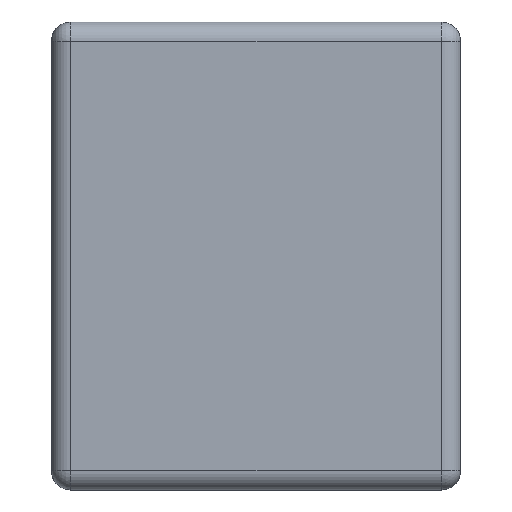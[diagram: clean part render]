
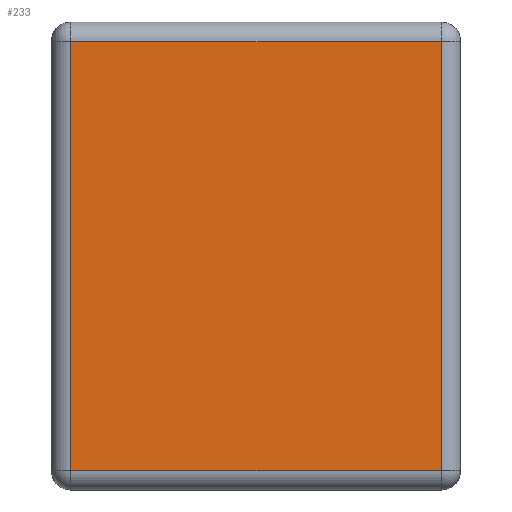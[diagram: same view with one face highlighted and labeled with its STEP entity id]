
A CAD part, left-side view. The second image highlights one B-rep face of the part: STEP entity #233.
In plain terms, the highlighted planar face has unit normal (-1, 0, 0).
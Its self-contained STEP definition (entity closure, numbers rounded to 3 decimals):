
#216 = EDGE_CURVE ( 'NONE', #293, #217, #954, .T. ) ;
#217 = VERTEX_POINT ( 'NONE', #950 ) ;
#218 = ORIENTED_EDGE ( 'NONE', *, *, #219, .T. ) ;
#219 = EDGE_CURVE ( 'NONE', #217, #289, #948, .T. ) ;
#233 = ADVANCED_FACE ( 'NONE', ( #1002 ), #1042, .F. ) ;
#234 = EDGE_LOOP ( 'NONE', ( #287, #291, #294, #218 ) ) ;
#287 = ORIENTED_EDGE ( 'NONE', *, *, #288, .T. ) ;
#288 = EDGE_CURVE ( 'NONE', #289, #290, #1208, .T. ) ;
#289 = VERTEX_POINT ( 'NONE', #1204 ) ;
#290 = VERTEX_POINT ( 'NONE', #1203 ) ;
#291 = ORIENTED_EDGE ( 'NONE', *, *, #292, .T. ) ;
#292 = EDGE_CURVE ( 'NONE', #290, #293, #1202, .T. ) ;
#293 = VERTEX_POINT ( 'NONE', #1198 ) ;
#294 = ORIENTED_EDGE ( 'NONE', *, *, #216, .T. ) ;
#945 = DIRECTION ( 'NONE',  ( 0., 0., 1. ) ) ;
#946 = VECTOR ( 'NONE', #945, 1000. ) ;
#947 = CARTESIAN_POINT ( 'NONE',  ( -1., 0.05, 0.6 ) ) ;
#948 = LINE ( 'NONE', #947, #946 ) ;
#950 = CARTESIAN_POINT ( 'NONE',  ( -1., 0.05, -0.55 ) ) ;
#951 = DIRECTION ( 'NONE',  ( 0., -1., 0. ) ) ;
#952 = VECTOR ( 'NONE', #951, 1000. ) ;
#953 = CARTESIAN_POINT ( 'NONE',  ( -1., 1.05, -0.55 ) ) ;
#954 = LINE ( 'NONE', #953, #952 ) ;
#1002 = FACE_OUTER_BOUND ( 'NONE', #234, .T. ) ;
#1038 = DIRECTION ( 'NONE',  ( 0., 0., -1. ) ) ;
#1039 = DIRECTION ( 'NONE',  ( 1., 0., 0. ) ) ;
#1040 = CARTESIAN_POINT ( 'NONE',  ( -1., 1.05, 0.6 ) ) ;
#1041 = AXIS2_PLACEMENT_3D ( 'NONE', #1040, #1039, #1038 ) ;
#1042 = PLANE ( 'NONE',  #1041 ) ;
#1198 = CARTESIAN_POINT ( 'NONE',  ( -1., 1., -0.55 ) ) ;
#1199 = DIRECTION ( 'NONE',  ( 0., 0., -1. ) ) ;
#1200 = VECTOR ( 'NONE', #1199, 1000. ) ;
#1201 = CARTESIAN_POINT ( 'NONE',  ( -1., 1., 0.6 ) ) ;
#1202 = LINE ( 'NONE', #1201, #1200 ) ;
#1203 = CARTESIAN_POINT ( 'NONE',  ( -1., 1., 0.55 ) ) ;
#1204 = CARTESIAN_POINT ( 'NONE',  ( -1., 0.05, 0.55 ) ) ;
#1205 = DIRECTION ( 'NONE',  ( 0., 1., 0. ) ) ;
#1206 = VECTOR ( 'NONE', #1205, 1000. ) ;
#1207 = CARTESIAN_POINT ( 'NONE',  ( -1., 1.05, 0.55 ) ) ;
#1208 = LINE ( 'NONE', #1207, #1206 ) ;
